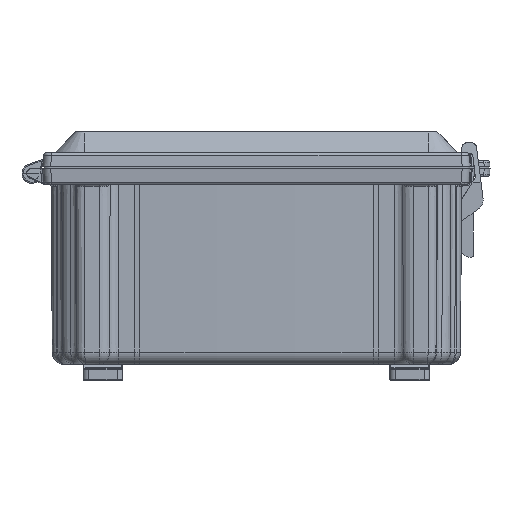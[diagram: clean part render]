
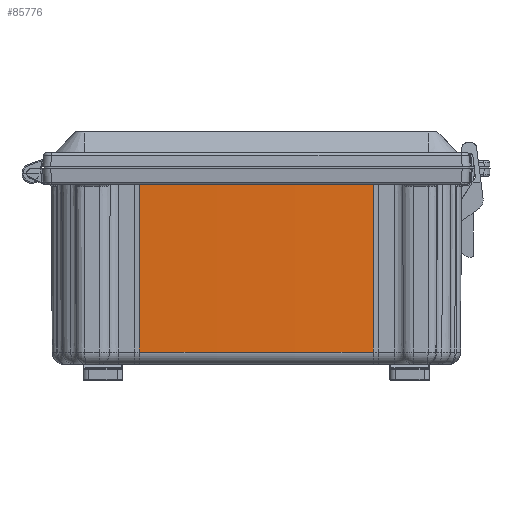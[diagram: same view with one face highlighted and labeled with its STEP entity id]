
A CAD part, front view. The second image highlights one B-rep face of the part: STEP entity #85776.
In plain terms, the highlighted conical face has half-angle 0.25 degrees and reference radius 2858.27 mm.
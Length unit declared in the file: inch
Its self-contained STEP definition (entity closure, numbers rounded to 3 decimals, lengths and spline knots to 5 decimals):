
#3443 = VERTEX_POINT ( 'NONE', #6270 ) ;
#4479 = CARTESIAN_POINT ( 'NONE',  ( 0.0023, 105.32875, -2.6817 ) ) ;
#6270 = CARTESIAN_POINT ( 'NONE',  ( 3.66842, -7.11766, -2.6817 ) ) ;
#6538 = VECTOR ( 'NONE', #123944, 39.37008 ) ;
#7392 = DIRECTION ( 'NONE',  ( 0., 0., 1. ) ) ;
#8620 = FACE_OUTER_BOUND ( 'NONE', #80441, .T. ) ;
#12382 = EDGE_CURVE ( 'NONE', #124623, #57306, #112948, .T. ) ;
#15187 = VERTEX_POINT ( 'NONE', #80067 ) ;
#32673 = ORIENTED_EDGE ( 'NONE', *, *, #62437, .F. ) ;
#35141 = DIRECTION ( 'NONE',  ( -1., 0., 0. ) ) ;
#35838 = DIRECTION ( 'NONE',  ( 1., 0., 0. ) ) ;
#37528 = CARTESIAN_POINT ( 'NONE',  ( -3.66947, -7.1404, 2.57 ) ) ;
#40064 = CIRCLE ( 'NONE', #85517, 112.50615 ) ;
#43883 = DIRECTION ( 'NONE',  ( 1., 0., 0. ) ) ;
#45753 = CARTESIAN_POINT ( 'NONE',  ( -3.66912, -7.12959, 0.09179 ) ) ;
#48033 = CARTESIAN_POINT ( 'NONE',  ( 0.0023, 105.32875, 2.86528 ) ) ;
#54122 = CARTESIAN_POINT ( 'NONE',  ( 3.66881, -7.12975, 0.09179 ) ) ;
#57074 = CARTESIAN_POINT ( 'NONE',  ( 0.0023, 105.32875, 2.57 ) ) ;
#57306 = VERTEX_POINT ( 'NONE', #67607 ) ;
#58967 = CIRCLE ( 'NONE', #69249, 112.52907 ) ;
#59517 = EDGE_CURVE ( 'NONE', #3443, #15187, #122043, .T. ) ;
#61895 = DIRECTION ( 'NONE',  ( 0., -0.004, 1. ) ) ;
#62437 = EDGE_CURVE ( 'NONE', #124623, #15187, #58967, .T. ) ;
#62471 = AXIS2_PLACEMENT_3D ( 'NONE', #48033, #87448, #35141 ) ;
#67607 = CARTESIAN_POINT ( 'NONE',  ( -3.66873, -7.1175, -2.6817 ) ) ;
#69249 = AXIS2_PLACEMENT_3D ( 'NONE', #57074, #7392, #35838 ) ;
#77859 = ORIENTED_EDGE ( 'NONE', *, *, #100801, .F. ) ;
#80067 = CARTESIAN_POINT ( 'NONE',  ( 3.66916, -7.14056, 2.57 ) ) ;
#80441 = EDGE_LOOP ( 'NONE', ( #32673, #97822, #77859, #93875 ) ) ;
#85517 = AXIS2_PLACEMENT_3D ( 'NONE', #4479, #93596, #43883 ) ;
#85776 = ADVANCED_FACE ( 'NONE', ( #8620 ), #118278, .T. ) ;
#87448 = DIRECTION ( 'NONE',  ( 0., 0., 1. ) ) ;
#90559 = VECTOR ( 'NONE', #61895, 39.37008 ) ;
#93596 = DIRECTION ( 'NONE',  ( 0., 0., -1. ) ) ;
#93875 = ORIENTED_EDGE ( 'NONE', *, *, #59517, .T. ) ;
#97822 = ORIENTED_EDGE ( 'NONE', *, *, #12382, .T. ) ;
#100801 = EDGE_CURVE ( 'NONE', #3443, #57306, #40064, .T. ) ;
#112948 = LINE ( 'NONE', #45753, #6538 ) ;
#118278 = CONICAL_SURFACE ( 'NONE', #62471, 112.53036, 0.004 ) ;
#122043 = LINE ( 'NONE', #54122, #90559 ) ;
#123944 = DIRECTION ( 'NONE',  ( 0., 0.004, -1. ) ) ;
#124623 = VERTEX_POINT ( 'NONE', #37528 ) ;
